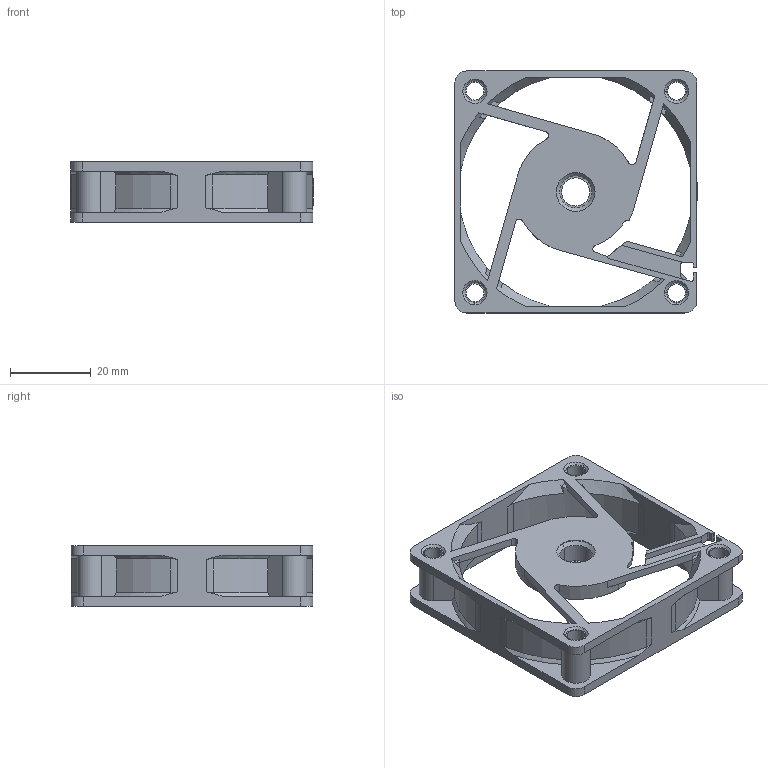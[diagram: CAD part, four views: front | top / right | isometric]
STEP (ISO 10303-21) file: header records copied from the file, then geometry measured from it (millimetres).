
FILE_DESCRIPTION (( 'STEP AP203' ), '1' );
FILE_NAME ('OD6015 m0 Frame Only.stp', '2021-08-17T14:21:36', ( '' ), ( '' ), 'SwSTEP 2.0', 'SolidWorks 2018', '' );
FILE_SCHEMA (( 'CONFIG_CONTROL_DESIGN' ));
Length unit declared in the file: millimetre
Products named in the file (1): OD6015 m0 Frame Only
Bounding box: 60.1 x 60 x 15 mm (x, y, z)
Volume: 9447.6 mm3; surface area: 12926 mm2
Topology: 1 solids, 1 shells, 238 faces, 679 edges, 449 vertices
Faces by surface type: plane 101, cylinder 89, cone 46, torus 2
Entity records: 8353 total; most frequent: CARTESIAN_POINT 2031, ORIENTED_EDGE 1358, DIRECTION 1270, EDGE_CURVE 679, AXIS2_PLACEMENT_3D 464, VERTEX_POINT 449, VECTOR 342, LINE 342
